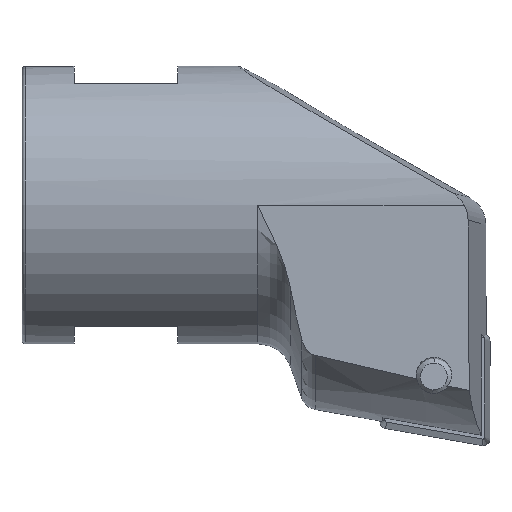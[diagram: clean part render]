
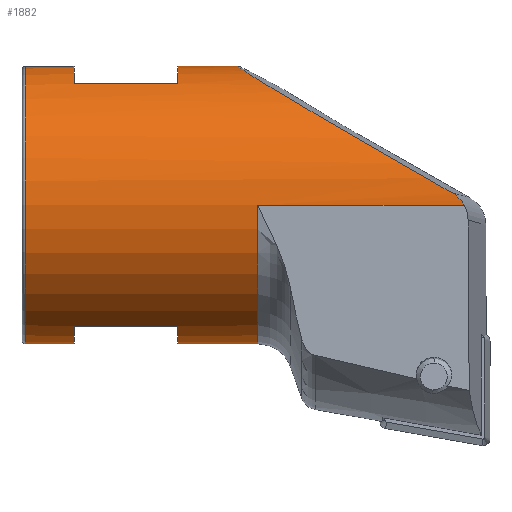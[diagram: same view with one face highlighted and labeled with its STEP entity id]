
A CAD part, front view. The second image highlights one B-rep face of the part: STEP entity #1882.
In plain terms, the highlighted cylindrical face has radius 8 mm (diameter 16 mm), a partial arc.
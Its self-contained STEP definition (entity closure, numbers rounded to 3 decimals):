
#38 = VERTEX_POINT ( 'NONE', #342 ) ;
#128 = CARTESIAN_POINT ( 'NONE',  ( -2.034, -7.977, 14.491 ) ) ;
#168 = LINE ( 'NONE', #4707, #1933 ) ;
#171 = LINE ( 'NONE', #3999, #2996 ) ;
#254 = VERTEX_POINT ( 'NONE', #4607 ) ;
#274 = VERTEX_POINT ( 'NONE', #2084 ) ;
#299 = DIRECTION ( 'NONE',  ( 0., 0., 1. ) ) ;
#315 = CIRCLE ( 'NONE', #1624, 8. ) ;
#342 = CARTESIAN_POINT ( 'NONE',  ( -24., -3.873, 6.875 ) ) ;
#419 = CARTESIAN_POINT ( 'NONE',  ( -18., 0., 13.875 ) ) ;
#444 = DIRECTION ( 'NONE',  ( -1., 0., 0. ) ) ;
#480 = CARTESIAN_POINT ( 'NONE',  ( -1.49, -8., 13.875 ) ) ;
#522 = VECTOR ( 'NONE', #2729, 1000. ) ;
#534 = DIRECTION ( 'NONE',  ( 0., 0., -1. ) ) ;
#564 = DIRECTION ( 'NONE',  ( 1., 0., 0. ) ) ;
#578 = EDGE_CURVE ( 'NONE', #2563, #858, #3030, .T. ) ;
#599 = CARTESIAN_POINT ( 'NONE',  ( -18., 0., 13.875 ) ) ;
#845 = VECTOR ( 'NONE', #1583, 1000. ) ;
#852 = VERTEX_POINT ( 'NONE', #1491 ) ;
#858 = VERTEX_POINT ( 'NONE', #1871 ) ;
#865 =( BOUNDED_CURVE ( )  B_SPLINE_CURVE ( 3, ( #2482, #1801, #1760, #1651 ),
 .UNSPECIFIED., .F., .T. ) 
 B_SPLINE_CURVE_WITH_KNOTS ( ( 4, 4 ),
 ( 6.248, 7.732 ),
 .UNSPECIFIED. ) 
 CURVE ( )  GEOMETRIC_REPRESENTATION_ITEM ( )  RATIONAL_B_SPLINE_CURVE ( ( 1., 0.825, 0.825, 1. ) ) 
 REPRESENTATION_ITEM ( '' )  );
#879 = CARTESIAN_POINT ( 'NONE',  ( -1.571, -8., 14.021 ) ) ;
#889 = EDGE_CURVE ( 'NONE', #2533, #2563, #4195, .T. ) ;
#966 = CARTESIAN_POINT ( 'NONE',  ( -1.901, -7.984, 14.389 ) ) ;
#1080 = EDGE_CURVE ( 'NONE', #274, #4143, #2634, .T. ) ;
#1220 = CARTESIAN_POINT ( 'NONE',  ( -14.516, 0., 21.875 ) ) ;
#1355 = CARTESIAN_POINT ( 'NONE',  ( -18., -3.873, 20.875 ) ) ;
#1394 = CIRCLE ( 'NONE', #4630, 8. ) ;
#1407 = EDGE_CURVE ( 'NONE', #38, #274, #3411, .T. ) ;
#1422 = AXIS2_PLACEMENT_3D ( 'NONE', #3002, #2998, #2997 ) ;
#1491 = CARTESIAN_POINT ( 'NONE',  ( -2.179, -7.969, 14.574 ) ) ;
#1562 = LINE ( 'NONE', #2653, #522 ) ;
#1566 = CARTESIAN_POINT ( 'NONE',  ( -26.8, 0., 5.875 ) ) ;
#1576 = VERTEX_POINT ( 'NONE', #3790 ) ;
#1578 = DIRECTION ( 'NONE',  ( 1., 0., 0. ) ) ;
#1583 = DIRECTION ( 'NONE',  ( -1., 0., 0. ) ) ;
#1595 = CARTESIAN_POINT ( 'NONE',  ( -28.597, 0., 21.875 ) ) ;
#1616 = CARTESIAN_POINT ( 'NONE',  ( -24., -3.873, 20.875 ) ) ;
#1624 = AXIS2_PLACEMENT_3D ( 'NONE', #4585, #4610, #4562 ) ;
#1649 = CARTESIAN_POINT ( 'NONE',  ( -28.597, -3.873, 20.875 ) ) ;
#1651 = CARTESIAN_POINT ( 'NONE',  ( -2.179, -7.969, 14.574 ) ) ;
#1760 = CARTESIAN_POINT ( 'NONE',  ( -9.799, -7.588, 18.925 ) ) ;
#1801 = CARTESIAN_POINT ( 'NONE',  ( -14.785, -4.368, 21.875 ) ) ;
#1808 = EDGE_CURVE ( 'NONE', #4724, #3653, #315, .T. ) ;
#1812 = LINE ( 'NONE', #1595, #845 ) ;
#1815 = CARTESIAN_POINT ( 'NONE',  ( -1.49, -8., 13.875 ) ) ;
#1869 = FACE_OUTER_BOUND ( 'NONE', #3914, .T. ) ;
#1871 = CARTESIAN_POINT ( 'NONE',  ( -18., 0., 21.875 ) ) ;
#1882 = ADVANCED_FACE ( 'NONE', ( #1869 ), #2589, .T. ) ;
#1913 = EDGE_CURVE ( 'NONE', #1576, #38, #2446, .T. ) ;
#1933 = VECTOR ( 'NONE', #4555, 1000. ) ;
#2017 = EDGE_CURVE ( 'NONE', #254, #4143, #168, .T. ) ;
#2084 = CARTESIAN_POINT ( 'NONE',  ( -18., -3.873, 6.875 ) ) ;
#2172 = VECTOR ( 'NONE', #1578, 1000. ) ;
#2284 = CARTESIAN_POINT ( 'NONE',  ( -2.179, -7.969, 14.574 ) ) ;
#2357 = EDGE_CURVE ( 'NONE', #3128, #2533, #2828, .T. ) ;
#2446 = CIRCLE ( 'NONE', #4481, 8. ) ;
#2457 = DIRECTION ( 'NONE',  ( -1., 0., 0. ) ) ;
#2482 = CARTESIAN_POINT ( 'NONE',  ( -14.516, 0., 21.875 ) ) ;
#2533 = VERTEX_POINT ( 'NONE', #1616 ) ;
#2541 = CARTESIAN_POINT ( 'NONE',  ( -24., 0., 21.875 ) ) ;
#2563 = VERTEX_POINT ( 'NONE', #1355 ) ;
#2589 = CYLINDRICAL_SURFACE ( 'NONE', #4216, 8. ) ;
#2601 = CARTESIAN_POINT ( 'NONE',  ( -31.617, -8., 13.875 ) ) ;
#2634 = CIRCLE ( 'NONE', #2801, 8. ) ;
#2648 = AXIS2_PLACEMENT_3D ( 'NONE', #419, #444, #299 ) ;
#2653 = CARTESIAN_POINT ( 'NONE',  ( -28.597, 0., 21.875 ) ) ;
#2729 = DIRECTION ( 'NONE',  ( -1., 0., 0. ) ) ;
#2801 = AXIS2_PLACEMENT_3D ( 'NONE', #599, #564, #534 ) ;
#2828 = CIRCLE ( 'NONE', #1422, 8. ) ;
#2863 = CARTESIAN_POINT ( 'NONE',  ( -28.597, -3.873, 6.875 ) ) ;
#2886 = CARTESIAN_POINT ( 'NONE',  ( -1.669, -7.996, 14.153 ) ) ;
#2996 = VECTOR ( 'NONE', #3820, 1000. ) ;
#2997 = DIRECTION ( 'NONE',  ( 0., 0., -1. ) ) ;
#2998 = DIRECTION ( 'NONE',  ( 1., 0., 0. ) ) ;
#3002 = CARTESIAN_POINT ( 'NONE',  ( -24., 0., 13.875 ) ) ;
#3005 = VERTEX_POINT ( 'NONE', #480 ) ;
#3030 = CIRCLE ( 'NONE', #2648, 8. ) ;
#3071 = EDGE_CURVE ( 'NONE', #254, #4369, #1394, .T. ) ;
#3124 = ORIENTED_EDGE ( 'NONE', *, *, #1080, .T. ) ;
#3128 = VERTEX_POINT ( 'NONE', #2541 ) ;
#3180 = ORIENTED_EDGE ( 'NONE', *, *, #1407, .T. ) ;
#3181 = ORIENTED_EDGE ( 'NONE', *, *, #1913, .T. ) ;
#3185 = ORIENTED_EDGE ( 'NONE', *, *, #4550, .F. ) ;
#3236 = VECTOR ( 'NONE', #2457, 1000. ) ;
#3238 = ORIENTED_EDGE ( 'NONE', *, *, #1808, .T. ) ;
#3243 = ORIENTED_EDGE ( 'NONE', *, *, #4798, .T. ) ;
#3244 = ORIENTED_EDGE ( 'NONE', *, *, #2357, .F. ) ;
#3256 = CARTESIAN_POINT ( 'NONE',  ( -26.8, 0., 21.875 ) ) ;
#3293 = ORIENTED_EDGE ( 'NONE', *, *, #889, .F. ) ;
#3294 = ORIENTED_EDGE ( 'NONE', *, *, #578, .F. ) ;
#3347 = ORIENTED_EDGE ( 'NONE', *, *, #3628, .T. ) ;
#3348 = ORIENTED_EDGE ( 'NONE', *, *, #4230, .F. ) ;
#3354 = ORIENTED_EDGE ( 'NONE', *, *, #3968, .T. ) ;
#3390 = ORIENTED_EDGE ( 'NONE', *, *, #3456, .F. ) ;
#3394 = CARTESIAN_POINT ( 'NONE',  ( -24., 0., 13.875 ) ) ;
#3405 = DIRECTION ( 'NONE',  ( 0., 0., 1. ) ) ;
#3411 = LINE ( 'NONE', #2863, #4440 ) ;
#3440 = ORIENTED_EDGE ( 'NONE', *, *, #3071, .T. ) ;
#3445 = ORIENTED_EDGE ( 'NONE', *, *, #2017, .F. ) ;
#3456 = EDGE_CURVE ( 'NONE', #3005, #4369, #4223, .T. ) ;
#3628 = EDGE_CURVE ( 'NONE', #3708, #858, #1812, .T. ) ;
#3653 = VERTEX_POINT ( 'NONE', #1566 ) ;
#3678 = DIRECTION ( 'NONE',  ( -1., 0., 0. ) ) ;
#3708 = VERTEX_POINT ( 'NONE', #1220 ) ;
#3744 = CARTESIAN_POINT ( 'NONE',  ( -18., 0., 5.875 ) ) ;
#3790 = CARTESIAN_POINT ( 'NONE',  ( -24., 0., 5.875 ) ) ;
#3820 = DIRECTION ( 'NONE',  ( -1., 0., 0. ) ) ;
#3853 = DIRECTION ( 'NONE',  ( 1., 0., 0. ) ) ;
#3914 = EDGE_LOOP ( 'NONE', ( #3445, #3440, #3390, #3354, #3348, #3347, #3294, #3293, #3244, #3243, #3238, #3185, #3181, #3180, #3124 ) ) ;
#3959 = DIRECTION ( 'NONE',  ( -1., 0., 0. ) ) ;
#3968 = EDGE_CURVE ( 'NONE', #3005, #852, #4111, .T. ) ;
#3999 = CARTESIAN_POINT ( 'NONE',  ( -28.597, 0., 5.875 ) ) ;
#4111 = B_SPLINE_CURVE_WITH_KNOTS ( 'NONE', 3,
 ( #1815, #879, #2886, #966, #128, #2284 ),
 .UNSPECIFIED., .F., .F.,
 ( 4, 2, 4 ),
 ( 0., 0., 0.001 ),
 .UNSPECIFIED. ) ;
#4143 = VERTEX_POINT ( 'NONE', #3744 ) ;
#4195 = LINE ( 'NONE', #1649, #2172 ) ;
#4216 = AXIS2_PLACEMENT_3D ( 'NONE', #4387, #3959, #4361 ) ;
#4223 = LINE ( 'NONE', #2601, #3236 ) ;
#4230 = EDGE_CURVE ( 'NONE', #3708, #852, #865, .T. ) ;
#4361 = DIRECTION ( 'NONE',  ( 0., 0., 1. ) ) ;
#4369 = VERTEX_POINT ( 'NONE', #4785 ) ;
#4387 = CARTESIAN_POINT ( 'NONE',  ( -28.597, 0., 13.875 ) ) ;
#4396 = DIRECTION ( 'NONE',  ( 0., 0., 1. ) ) ;
#4414 = DIRECTION ( 'NONE',  ( -1., 0., 0. ) ) ;
#4425 = CARTESIAN_POINT ( 'NONE',  ( -13.4, 0., 13.875 ) ) ;
#4440 = VECTOR ( 'NONE', #3853, 1000. ) ;
#4481 = AXIS2_PLACEMENT_3D ( 'NONE', #3394, #3678, #3405 ) ;
#4550 = EDGE_CURVE ( 'NONE', #1576, #3653, #171, .T. ) ;
#4555 = DIRECTION ( 'NONE',  ( -1., 0., 0. ) ) ;
#4562 = DIRECTION ( 'NONE',  ( 0., 0., -1. ) ) ;
#4585 = CARTESIAN_POINT ( 'NONE',  ( -26.8, 0., 13.875 ) ) ;
#4607 = CARTESIAN_POINT ( 'NONE',  ( -13.4, 0., 5.875 ) ) ;
#4610 = DIRECTION ( 'NONE',  ( 1., 0., 0. ) ) ;
#4630 = AXIS2_PLACEMENT_3D ( 'NONE', #4425, #4414, #4396 ) ;
#4707 = CARTESIAN_POINT ( 'NONE',  ( -28.597, 0., 5.875 ) ) ;
#4724 = VERTEX_POINT ( 'NONE', #3256 ) ;
#4785 = CARTESIAN_POINT ( 'NONE',  ( -13.4, -8., 13.875 ) ) ;
#4798 = EDGE_CURVE ( 'NONE', #3128, #4724, #1562, .T. ) ;
